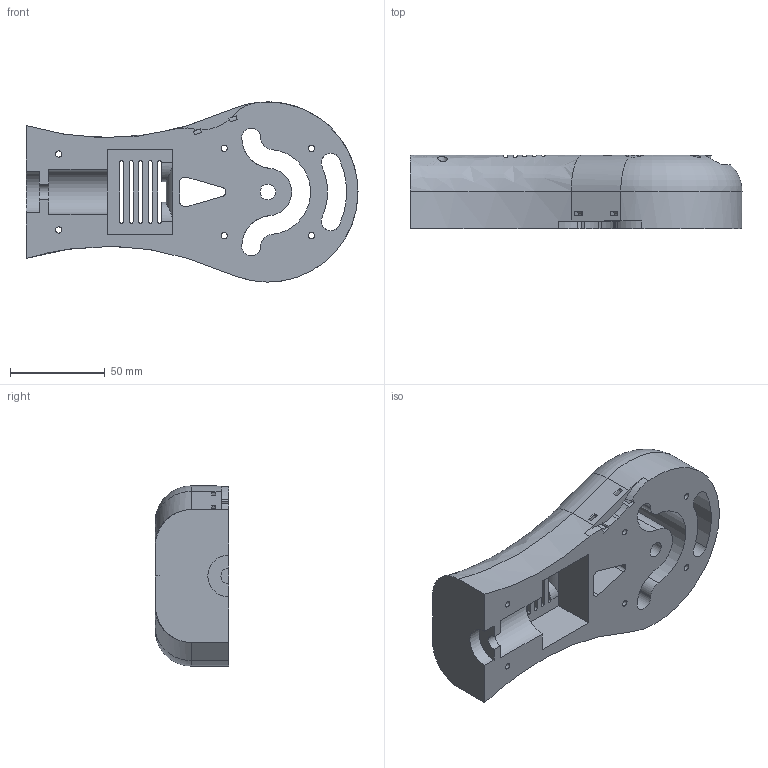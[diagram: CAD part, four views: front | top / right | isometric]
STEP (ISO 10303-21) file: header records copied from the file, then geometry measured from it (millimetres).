
FILE_DESCRIPTION(/* description */ (''),/* implementation_level */ '2;1');
FILE_NAME(/* name */ '3M2C v3.step',/* time_stamp */ '2019-03-05T07:34:12-06:00',/* author */ (''),/* organization */ (''),/* preprocessor_version */ 'ST-DEVELOPER v17.2',/* originating_system */ 'Autodesk Translation Framework v7.6.0.251',/* authorisation */ '');
FILE_SCHEMA (('AUTOMOTIVE_DESIGN { 1 0 10303 214 3 1 1 }'));
Length unit declared in the file: millimetre
Products named in the file (1): 3M2C
Bounding box: 175 x 38.75 x 95 mm (x, y, z)
Volume: 333943.3 mm3; surface area: 63265.1 mm2
Topology: 1 solids, 1 shells, 135 faces, 416 edges, 280 vertices
Faces by surface type: plane 69, cylinder 61, bspline 4, torus 1
Full cylindrical faces by diameter (mm): 3.3 x6, 5.2 x6, 8.3 x1
Entity records: 6067 total; most frequent: CARTESIAN_POINT 2236, ORIENTED_EDGE 832, DIRECTION 753, EDGE_CURVE 416, VERTEX_POINT 280, AXIS2_PLACEMENT_3D 263, LINE 227, VECTOR 227
